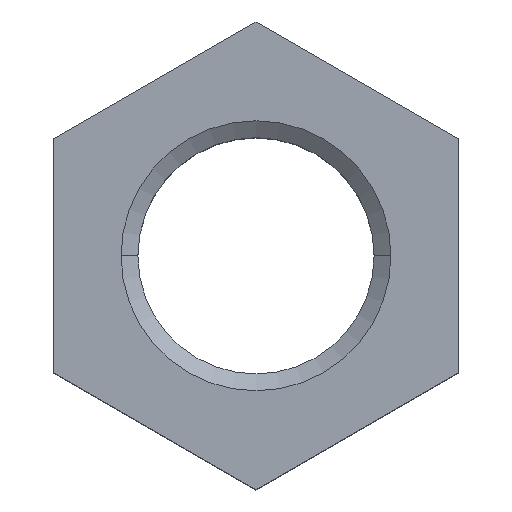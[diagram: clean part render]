
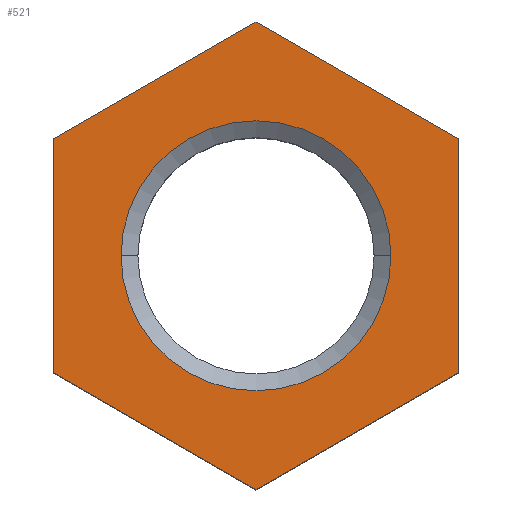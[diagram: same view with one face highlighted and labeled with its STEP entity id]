
A CAD part, top view. The second image highlights one B-rep face of the part: STEP entity #521.
In plain terms, the highlighted planar face has unit normal (0, 0, 1).
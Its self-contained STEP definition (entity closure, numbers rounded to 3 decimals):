
#11 = EDGE_CURVE ( 'NONE', #263, #397, #97, .T. ) ;
#14 = VECTOR ( 'NONE', #430, 1000. ) ;
#21 = VERTEX_POINT ( 'NONE', #164 ) ;
#27 = VERTEX_POINT ( 'NONE', #342 ) ;
#30 = LINE ( 'NONE', #130, #454 ) ;
#33 = ORIENTED_EDGE ( 'NONE', *, *, #221, .F. ) ;
#42 = LINE ( 'NONE', #113, #326 ) ;
#46 = VERTEX_POINT ( 'NONE', #409 ) ;
#68 = ORIENTED_EDGE ( 'NONE', *, *, #509, .T. ) ;
#85 = VERTEX_POINT ( 'NONE', #183 ) ;
#94 = EDGE_LOOP ( 'NONE', ( #461, #68, #253, #504, #350, #389 ) ) ;
#97 = LINE ( 'NONE', #238, #14 ) ;
#99 = DIRECTION ( 'NONE',  ( -1., 0., 0. ) ) ;
#100 = DIRECTION ( 'NONE',  ( 0., 0., -1. ) ) ;
#101 = FACE_OUTER_BOUND ( 'NONE', #94, .T. ) ;
#107 = PLANE ( 'NONE',  #157 ) ;
#109 = CARTESIAN_POINT ( 'NONE',  ( 10., 0., 0. ) ) ;
#111 = DIRECTION ( 'NONE',  ( 0.866, 0.5, 0. ) ) ;
#113 = CARTESIAN_POINT ( 'NONE',  ( 0., -17.321, 0. ) ) ;
#115 = DIRECTION ( 'NONE',  ( 0.866, -0.5, 0. ) ) ;
#119 = FACE_BOUND ( 'NONE', #140, .T. ) ;
#120 = CARTESIAN_POINT ( 'NONE',  ( 0., 17.321, 0. ) ) ;
#124 = EDGE_CURVE ( 'NONE', #263, #46, #149, .T. ) ;
#129 = DIRECTION ( 'NONE',  ( 0., -1., 0. ) ) ;
#130 = CARTESIAN_POINT ( 'NONE',  ( -15., -8.66, 0. ) ) ;
#132 = VERTEX_POINT ( 'NONE', #109 ) ;
#135 = CARTESIAN_POINT ( 'NONE',  ( -15., 8.66, 0. ) ) ;
#140 = EDGE_LOOP ( 'NONE', ( #33, #393 ) ) ;
#145 = CARTESIAN_POINT ( 'NONE',  ( 0., 17.321, 0. ) ) ;
#149 = LINE ( 'NONE', #161, #401 ) ;
#152 = DIRECTION ( 'NONE',  ( -0.866, -0.5, 0. ) ) ;
#157 = AXIS2_PLACEMENT_3D ( 'NONE', #120, #100, #99 ) ;
#161 = CARTESIAN_POINT ( 'NONE',  ( 15., 8.66, 0. ) ) ;
#164 = CARTESIAN_POINT ( 'NONE',  ( -15., -8.66, 0. ) ) ;
#180 = CIRCLE ( 'NONE', #328, 10. ) ;
#183 = CARTESIAN_POINT ( 'NONE',  ( 0., -17.321, 0. ) ) ;
#189 = CARTESIAN_POINT ( 'NONE',  ( -15., 8.66, 0. ) ) ;
#209 = VECTOR ( 'NONE', #129, 1000. ) ;
#221 = EDGE_CURVE ( 'NONE', #132, #27, #180, .T. ) ;
#222 = DIRECTION ( 'NONE',  ( 0., -1., 0. ) ) ;
#226 = AXIS2_PLACEMENT_3D ( 'NONE', #301, #299, #297 ) ;
#229 = LINE ( 'NONE', #135, #209 ) ;
#238 = CARTESIAN_POINT ( 'NONE',  ( 15., 8.66, 0. ) ) ;
#253 = ORIENTED_EDGE ( 'NONE', *, *, #519, .T. ) ;
#263 = VERTEX_POINT ( 'NONE', #465 ) ;
#297 = DIRECTION ( 'NONE',  ( 1., 0., 0. ) ) ;
#299 = DIRECTION ( 'NONE',  ( 0., 0., 1. ) ) ;
#301 = CARTESIAN_POINT ( 'NONE',  ( 0., 0., 0. ) ) ;
#326 = VECTOR ( 'NONE', #111, 1000. ) ;
#327 = CIRCLE ( 'NONE', #226, 10. ) ;
#328 = AXIS2_PLACEMENT_3D ( 'NONE', #485, #482, #481 ) ;
#342 = CARTESIAN_POINT ( 'NONE',  ( -10., 0., 0. ) ) ;
#343 = LINE ( 'NONE', #145, #475 ) ;
#350 = ORIENTED_EDGE ( 'NONE', *, *, #124, .F. ) ;
#389 = ORIENTED_EDGE ( 'NONE', *, *, #11, .T. ) ;
#393 = ORIENTED_EDGE ( 'NONE', *, *, #435, .F. ) ;
#395 = CARTESIAN_POINT ( 'NONE',  ( 0., 17.321, 0. ) ) ;
#397 = VERTEX_POINT ( 'NONE', #395 ) ;
#401 = VECTOR ( 'NONE', #222, 1000. ) ;
#409 = CARTESIAN_POINT ( 'NONE',  ( 15., -8.66, 0. ) ) ;
#430 = DIRECTION ( 'NONE',  ( -0.866, 0.5, 0. ) ) ;
#435 = EDGE_CURVE ( 'NONE', #27, #132, #327, .T. ) ;
#454 = VECTOR ( 'NONE', #115, 1000. ) ;
#461 = ORIENTED_EDGE ( 'NONE', *, *, #507, .T. ) ;
#465 = CARTESIAN_POINT ( 'NONE',  ( 15., 8.66, 0. ) ) ;
#475 = VECTOR ( 'NONE', #152, 1000. ) ;
#481 = DIRECTION ( 'NONE',  ( 1., 0., 0. ) ) ;
#482 = DIRECTION ( 'NONE',  ( 0., 0., 1. ) ) ;
#485 = CARTESIAN_POINT ( 'NONE',  ( 0., 0., 0. ) ) ;
#499 = VERTEX_POINT ( 'NONE', #189 ) ;
#504 = ORIENTED_EDGE ( 'NONE', *, *, #520, .T. ) ;
#507 = EDGE_CURVE ( 'NONE', #397, #499, #343, .T. ) ;
#509 = EDGE_CURVE ( 'NONE', #499, #21, #229, .T. ) ;
#519 = EDGE_CURVE ( 'NONE', #21, #85, #30, .T. ) ;
#520 = EDGE_CURVE ( 'NONE', #85, #46, #42, .T. ) ;
#521 = ADVANCED_FACE ( 'NONE', ( #101, #119 ), #107, .F. ) ;
